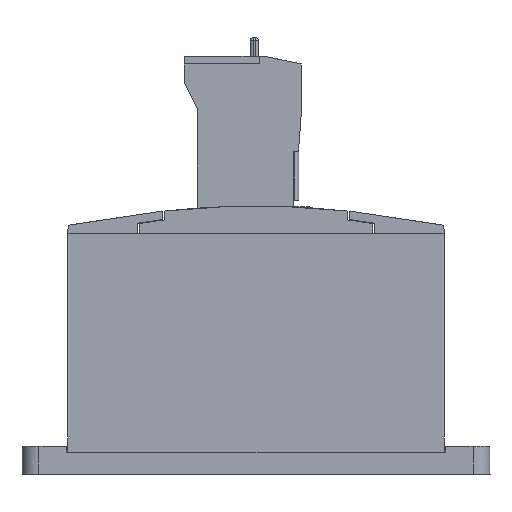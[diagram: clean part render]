
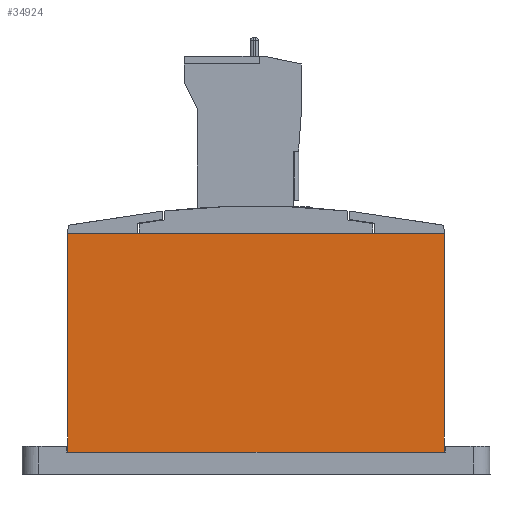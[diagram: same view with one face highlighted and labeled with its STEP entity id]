
A CAD part, left-side view. The second image highlights one B-rep face of the part: STEP entity #34924.
In plain terms, the highlighted planar face has unit normal (-1, 0, 0).
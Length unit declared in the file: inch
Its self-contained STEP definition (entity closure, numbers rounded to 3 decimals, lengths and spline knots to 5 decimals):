
#87 = DIRECTION ( 'NONE',  ( 0., 0., -1. ) ) ;
#984 = ORIENTED_EDGE ( 'NONE', *, *, #21362, .T. ) ;
#5535 = CARTESIAN_POINT ( 'NONE',  ( -2.14567, -2.65744, 3.09055 ) ) ;
#6265 = CARTESIAN_POINT ( 'NONE',  ( -2.14567, 2.65748, 3.09055 ) ) ;
#6833 = EDGE_CURVE ( 'NONE', #45764, #46795, #30810, .T. ) ;
#8685 = VECTOR ( 'NONE', #53250, 39.37008 ) ;
#15857 = LINE ( 'NONE', #67901, #67827 ) ;
#17852 = DIRECTION ( 'NONE',  ( 0., 0., 1. ) ) ;
#19253 = AXIS2_PLACEMENT_3D ( 'NONE', #31948, #57403, #87 ) ;
#21362 = EDGE_CURVE ( 'NONE', #51864, #45764, #57718, .T. ) ;
#21410 = CARTESIAN_POINT ( 'NONE',  ( -2.14567, 2.65748, 3.09055 ) ) ;
#22949 = VECTOR ( 'NONE', #17852, 39.37008 ) ;
#26015 = EDGE_CURVE ( 'NONE', #46795, #44255, #78646, .T. ) ;
#28948 = CARTESIAN_POINT ( 'NONE',  ( -2.14567, -2.65744, 3.09055 ) ) ;
#30810 = LINE ( 'NONE', #5535, #22949 ) ;
#31948 = CARTESIAN_POINT ( 'NONE',  ( -2.14567, 0., 0. ) ) ;
#34087 = EDGE_LOOP ( 'NONE', ( #58761, #42738, #984, #63491 ) ) ;
#34388 = CARTESIAN_POINT ( 'NONE',  ( -2.14567, 2.65748, 0. ) ) ;
#34924 = ADVANCED_FACE ( 'NONE', ( #80076 ), #50013, .F. ) ;
#37145 = EDGE_CURVE ( 'NONE', #44255, #51864, #15857, .T. ) ;
#42738 = ORIENTED_EDGE ( 'NONE', *, *, #37145, .T. ) ;
#44255 = VERTEX_POINT ( 'NONE', #6265 ) ;
#45764 = VERTEX_POINT ( 'NONE', #71110 ) ;
#46795 = VERTEX_POINT ( 'NONE', #28948 ) ;
#50013 = PLANE ( 'NONE',  #19253 ) ;
#51864 = VERTEX_POINT ( 'NONE', #64108 ) ;
#53250 = DIRECTION ( 'NONE',  ( 0., -1., 0. ) ) ;
#54740 = DIRECTION ( 'NONE',  ( 0., 0., -1. ) ) ;
#57403 = DIRECTION ( 'NONE',  ( 1., 0., 0. ) ) ;
#57718 = LINE ( 'NONE', #34388, #8685 ) ;
#58761 = ORIENTED_EDGE ( 'NONE', *, *, #26015, .T. ) ;
#63491 = ORIENTED_EDGE ( 'NONE', *, *, #6833, .T. ) ;
#64108 = CARTESIAN_POINT ( 'NONE',  ( -2.14567, 2.65748, 0. ) ) ;
#67827 = VECTOR ( 'NONE', #54740, 39.37008 ) ;
#67901 = CARTESIAN_POINT ( 'NONE',  ( -2.14567, 2.65748, 3.09055 ) ) ;
#69825 = VECTOR ( 'NONE', #79526, 39.37008 ) ;
#71110 = CARTESIAN_POINT ( 'NONE',  ( -2.14567, -2.65744, 0. ) ) ;
#78646 = LINE ( 'NONE', #21410, #69825 ) ;
#79526 = DIRECTION ( 'NONE',  ( 0., 1., 0. ) ) ;
#80076 = FACE_OUTER_BOUND ( 'NONE', #34087, .T. ) ;
